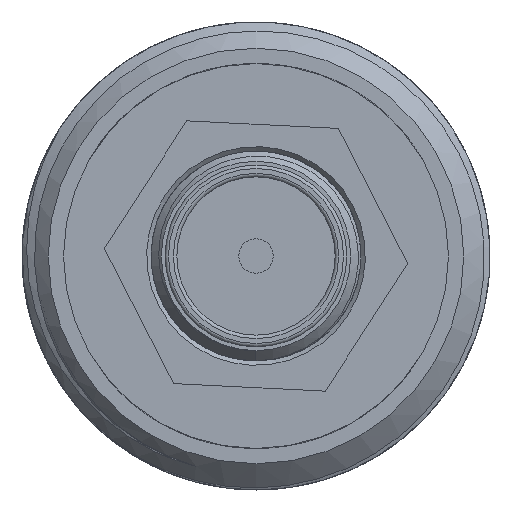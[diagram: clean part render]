
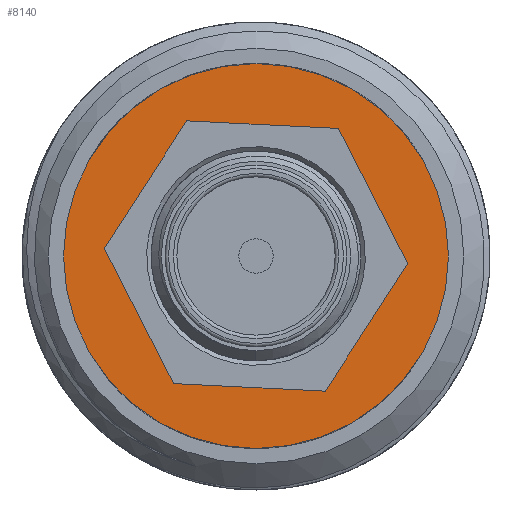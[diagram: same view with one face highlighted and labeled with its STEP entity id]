
A CAD part, front view. The second image highlights one B-rep face of the part: STEP entity #8140.
In plain terms, the highlighted planar face has unit normal (0, -1, 0).
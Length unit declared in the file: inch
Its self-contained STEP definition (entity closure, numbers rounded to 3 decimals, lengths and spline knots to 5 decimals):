
#687 = CARTESIAN_POINT ( 'NONE',  ( 0., -0.58, 0. ) ) ;
#999 = DIRECTION ( 'NONE',  ( 0., 1., 0. ) ) ;
#1044 = AXIS2_PLACEMENT_3D ( 'NONE', #687, #6555, #1529 ) ;
#1071 = FACE_BOUND ( 'NONE', #8959, .T. ) ;
#1205 = EDGE_CURVE ( 'NONE', #3113, #3113, #7549, .T. ) ;
#1529 = DIRECTION ( 'NONE',  ( 1., 0., 0. ) ) ;
#1668 = AXIS2_PLACEMENT_3D ( 'NONE', #6001, #999, #6859 ) ;
#2526 = EDGE_CURVE ( 'NONE', #4810, #4810, #6415, .T. ) ;
#3069 = DIRECTION ( 'NONE',  ( 0., 1., 0. ) ) ;
#3113 = VERTEX_POINT ( 'NONE', #8086 ) ;
#3295 = ORIENTED_EDGE ( 'NONE', *, *, #2526, .F. ) ;
#4810 = VERTEX_POINT ( 'NONE', #6430 ) ;
#4874 = ORIENTED_EDGE ( 'NONE', *, *, #1205, .T. ) ;
#5588 = EDGE_LOOP ( 'NONE', ( #3295 ) ) ;
#5910 = AXIS2_PLACEMENT_3D ( 'NONE', #8103, #3069, #8957 ) ;
#6001 = CARTESIAN_POINT ( 'NONE',  ( 0., -0.58, 0. ) ) ;
#6415 = CIRCLE ( 'NONE', #1044, 0.22 ) ;
#6430 = CARTESIAN_POINT ( 'NONE',  ( 0.22, -0.58, 0. ) ) ;
#6555 = DIRECTION ( 'NONE',  ( 0., 1., 0. ) ) ;
#6859 = DIRECTION ( 'NONE',  ( 1., 0., 0. ) ) ;
#7172 = PLANE ( 'NONE',  #5910 ) ;
#7549 = CIRCLE ( 'NONE', #1668, 0.127 ) ;
#8086 = CARTESIAN_POINT ( 'NONE',  ( 0.127, -0.58, 0. ) ) ;
#8103 = CARTESIAN_POINT ( 'NONE',  ( 0., -0.58, 0. ) ) ;
#8140 = ADVANCED_FACE ( 'NONE', ( #9729, #1071 ), #7172, .F. ) ;
#8957 = DIRECTION ( 'NONE',  ( 1., 0., 0. ) ) ;
#8959 = EDGE_LOOP ( 'NONE', ( #4874 ) ) ;
#9729 = FACE_OUTER_BOUND ( 'NONE', #5588, .T. ) ;
